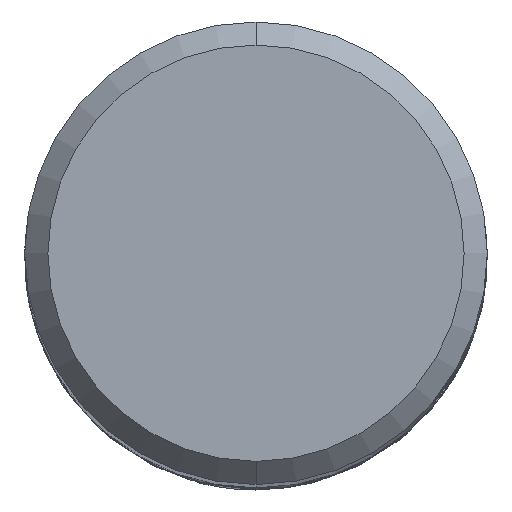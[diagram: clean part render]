
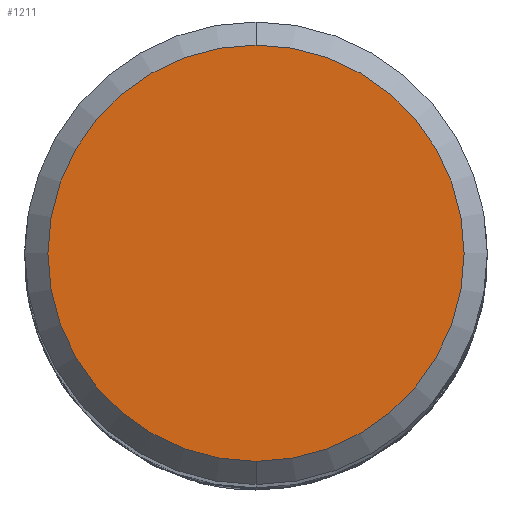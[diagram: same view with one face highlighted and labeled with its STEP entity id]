
A CAD part, top view. The second image highlights one B-rep face of the part: STEP entity #1211.
In plain terms, the highlighted planar face has unit normal (0, 0, 1).
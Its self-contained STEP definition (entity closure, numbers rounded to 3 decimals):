
#835=VERTEX_POINT('',#2216);
#1111=VERTEX_POINT('',#2514);
#1211=ADVANCED_FACE('',(#2623),#2624,.T.);
#1629=EDGE_CURVE('',#1111,#835,#3086,.T.);
#1671=EDGE_CURVE('',#835,#1111,#3131,.T.);
#2216=CARTESIAN_POINT('',(0.0,5.4,0.0));
#2514=CARTESIAN_POINT('',(0.,-5.4,0.0));
#2623=FACE_OUTER_BOUND('',#10160,.T.);
#2624=PLANE('',#10161);
#3086=CIRCLE('',#15395,5.4);
#3131=CIRCLE('',#15998,5.4);
#10160=EDGE_LOOP('',(#21129,#21130));
#10161=AXIS2_PLACEMENT_3D('',#21131,#21132,#21133);
#15395=AXIS2_PLACEMENT_3D('',#21623,#21624,#21625);
#15998=AXIS2_PLACEMENT_3D('',#21655,#21656,#21657);
#21129=ORIENTED_EDGE('',*,*,#1671,.F.);
#21130=ORIENTED_EDGE('',*,*,#1629,.F.);
#21131=CARTESIAN_POINT('',(0.0,2.7,0.0));
#21132=DIRECTION('',(-0.0,0.0,1.0));
#21133=DIRECTION('',(0.0,-1.0,0.0));
#21623=CARTESIAN_POINT('',(0.0,0.0,0.0));
#21624=DIRECTION('',(0.0,0.0,-1.0));
#21625=DIRECTION('',(0.0,1.0,0.0));
#21655=CARTESIAN_POINT('',(0.0,0.0,0.0));
#21656=DIRECTION('',(0.0,0.0,-1.0));
#21657=DIRECTION('',(0.0,1.0,0.0));
